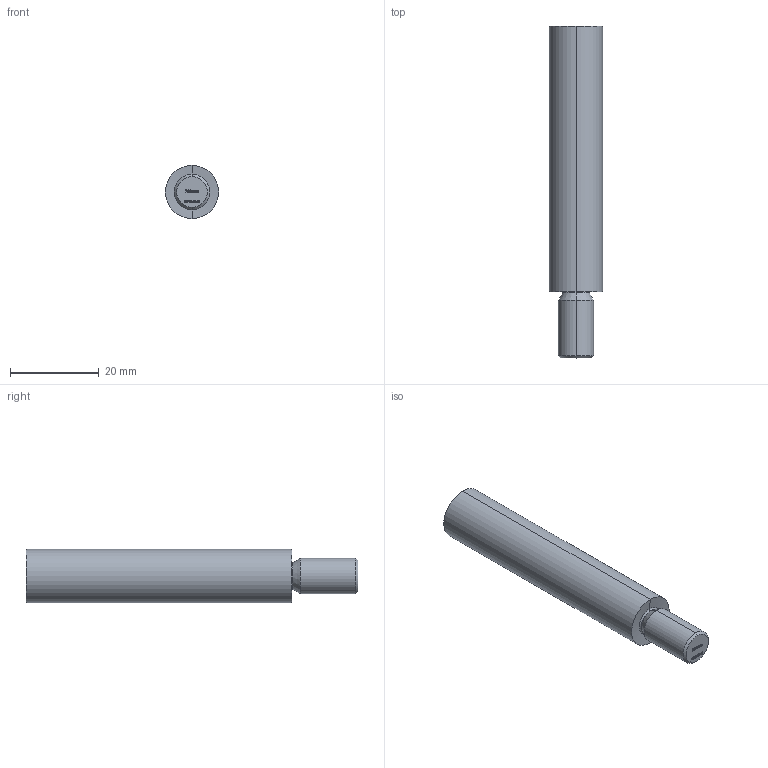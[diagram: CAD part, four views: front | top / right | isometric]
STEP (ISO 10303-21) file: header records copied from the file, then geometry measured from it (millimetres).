
FILE_DESCRIPTION (( 'STEP AP203' ), '1' );
FILE_NAME ('50236-ST-60.step', '2018-08-06T08:23:27', ( '' ), ( '' ), 'SwSTEP 2.0', 'SolidWorks 2015', '' );
FILE_SCHEMA (( 'CONFIG_CONTROL_DESIGN' ));
Length unit declared in the file: millimetre
Products named in the file (1): 50236-ST-60
Bounding box: 12 x 75 x 12 mm (x, y, z)
Volume: 7501.1 mm3; surface area: 2885.3 mm2
Topology: 1 solids, 1 shells, 262 faces, 690 edges, 456 vertices
Faces by surface type: bspline 127, plane 121, cone 6, torus 4, cylinder 4
Entity records: 14889 total; most frequent: CARTESIAN_POINT 9192, ORIENTED_EDGE 1380, DIRECTION 728, EDGE_CURVE 690, VERTEX_POINT 456, LINE 416, VECTOR 416, EDGE_LOOP 288
